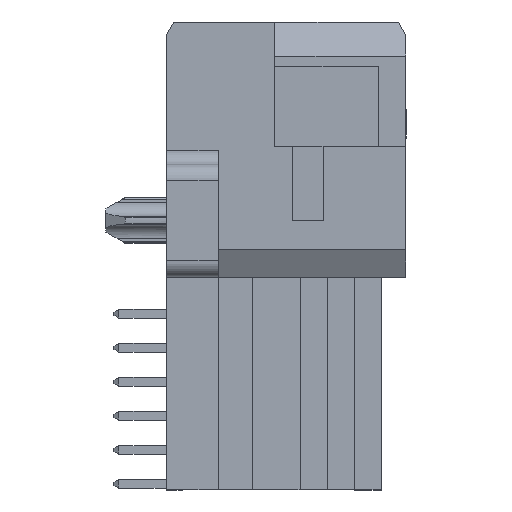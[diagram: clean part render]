
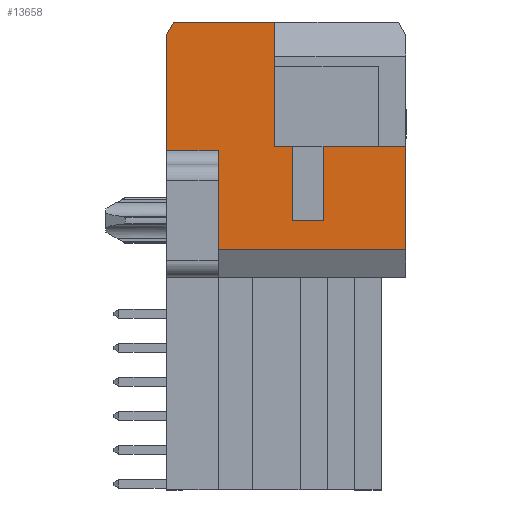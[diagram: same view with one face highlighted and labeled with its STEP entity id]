
A CAD part, front view. The second image highlights one B-rep face of the part: STEP entity #13658.
In plain terms, the highlighted planar face has unit normal (0, -1, 0).
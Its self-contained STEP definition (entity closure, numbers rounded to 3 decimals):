
#463=DIRECTION('',(1.,0.,0.));
#464=VECTOR('',#463,7.428);
#465=CARTESIAN_POINT('',(-6.05,-11.25,17.184));
#466=LINE('',#465,#464);
#624=DIRECTION('',(0.,0.,-1.));
#625=VECTOR('',#624,7.584);
#626=CARTESIAN_POINT('',(10.979,-11.25,8.032));
#627=LINE('',#626,#625);
#812=DIRECTION('',(0.,0.,1.));
#813=VECTOR('',#812,8.552);
#814=CARTESIAN_POINT('',(-6.569,-11.25,7.732));
#815=LINE('',#814,#813);
#3142=DIRECTION('',(0.,0.,1.));
#3143=VECTOR('',#3142,7.284);
#3144=CARTESIAN_POINT('',(-2.769,-11.25,0.448));
#3145=LINE('',#3144,#3143);
#3208=DIRECTION('',(-1.,0.,0.));
#3209=VECTOR('',#3208,3.8);
#3210=CARTESIAN_POINT('',(-2.769,-11.25,7.732));
#3211=LINE('',#3210,#3209);
#3212=DIRECTION('',(-1.,0.,0.));
#3213=VECTOR('',#3212,2.3);
#3214=CARTESIAN_POINT('',(4.979,-11.25,2.584));
#3215=LINE('',#3214,#3213);
#3216=DIRECTION('',(-0.5,0.,-0.866));
#3217=VECTOR('',#3216,1.039);
#3218=CARTESIAN_POINT('',(-6.05,-11.25,17.184));
#3219=LINE('',#3218,#3217);
#3224=DIRECTION('',(0.,0.,-1.));
#3225=VECTOR('',#3224,9.152);
#3226=CARTESIAN_POINT('',(1.379,-11.25,17.184));
#3227=LINE('',#3226,#3225);
#3280=DIRECTION('',(1.,0.,0.));
#3281=VECTOR('',#3280,1.3);
#3282=CARTESIAN_POINT('',(1.379,-11.25,8.032));
#3283=LINE('',#3282,#3281);
#3292=DIRECTION('',(1.,0.,0.));
#3293=VECTOR('',#3292,6.);
#3294=CARTESIAN_POINT('',(4.979,-11.25,8.032));
#3295=LINE('',#3294,#3293);
#3320=DIRECTION('',(0.,0.,1.));
#3321=VECTOR('',#3320,5.448);
#3322=CARTESIAN_POINT('',(4.979,-11.25,2.584));
#3323=LINE('',#3322,#3321);
#3388=DIRECTION('',(0.,0.,-1.));
#3389=VECTOR('',#3388,5.448);
#3390=CARTESIAN_POINT('',(2.679,-11.25,8.032));
#3391=LINE('',#3390,#3389);
#4208=DIRECTION('',(-1.,0.,0.));
#4209=VECTOR('',#4208,13.748);
#4210=CARTESIAN_POINT('',(10.979,-11.25,0.448));
#4211=LINE('',#4210,#4209);
#7645=CARTESIAN_POINT('',(-6.05,-11.25,17.184));
#7647=VERTEX_POINT('',#7645);
#7648=CARTESIAN_POINT('',(1.379,-11.25,17.184));
#7649=VERTEX_POINT('',#7648);
#8375=CARTESIAN_POINT('',(10.979,-11.25,8.032));
#8376=VERTEX_POINT('',#8375);
#8377=CARTESIAN_POINT('',(10.979,-11.25,0.448));
#8378=VERTEX_POINT('',#8377);
#8425=CARTESIAN_POINT('',(-6.569,-11.25,7.732));
#8426=VERTEX_POINT('',#8425);
#8427=CARTESIAN_POINT('',(-6.569,-11.25,16.284));
#8428=VERTEX_POINT('',#8427);
#9219=CARTESIAN_POINT('',(2.679,-11.25,2.584));
#9220=VERTEX_POINT('',#9219);
#9221=CARTESIAN_POINT('',(4.979,-11.25,2.584));
#9222=VERTEX_POINT('',#9221);
#9231=CARTESIAN_POINT('',(4.979,-11.25,8.032));
#9232=VERTEX_POINT('',#9231);
#9241=CARTESIAN_POINT('',(2.679,-11.25,8.032));
#9242=VERTEX_POINT('',#9241);
#9275=CARTESIAN_POINT('',(-2.769,-11.25,0.448));
#9276=VERTEX_POINT('',#9275);
#9277=CARTESIAN_POINT('',(-2.769,-11.25,7.732));
#9278=VERTEX_POINT('',#9277);
#9318=CARTESIAN_POINT('',(1.379,-11.25,8.032));
#9319=VERTEX_POINT('',#9318);
#13630=CARTESIAN_POINT('',(-1.669,-11.25,-2.01));
#13631=DIRECTION('',(0.,1.,0.));
#13632=DIRECTION('',(0.,0.,1.));
#13633=AXIS2_PLACEMENT_3D('',#13630,#13631,#13632);
#13634=PLANE('',#13633);
#13635=ORIENTED_EDGE('',*,*,#10017,.T.);
#13637=ORIENTED_EDGE('',*,*,#13636,.T.);
#13639=ORIENTED_EDGE('',*,*,#13638,.T.);
#13641=ORIENTED_EDGE('',*,*,#13640,.T.);
#13643=ORIENTED_EDGE('',*,*,#13642,.F.);
#13645=ORIENTED_EDGE('',*,*,#13644,.T.);
#13647=ORIENTED_EDGE('',*,*,#13646,.T.);
#13648=ORIENTED_EDGE('',*,*,#10232,.T.);
#13650=ORIENTED_EDGE('',*,*,#13649,.T.);
#13651=ORIENTED_EDGE('',*,*,#13541,.T.);
#13652=ORIENTED_EDGE('',*,*,#13625,.T.);
#13653=ORIENTED_EDGE('',*,*,#10476,.T.);
#13655=ORIENTED_EDGE('',*,*,#13654,.F.);
#13656=EDGE_LOOP('',(#13635,#13637,#13639,#13641,#13643,#13645,#13647,#13648,
#13650,#13651,#13652,#13653,#13655));
#13657=FACE_OUTER_BOUND('',#13656,.F.);
#13658=ADVANCED_FACE('',(#13657),#13634,.F.);
#10017=EDGE_CURVE('',#7647,#7649,#466,.T.);
#10232=EDGE_CURVE('',#8376,#8378,#627,.T.);
#10476=EDGE_CURVE('',#8426,#8428,#815,.T.);
#13541=EDGE_CURVE('',#9276,#9278,#3145,.T.);
#13625=EDGE_CURVE('',#9278,#8426,#3211,.T.);
#13636=EDGE_CURVE('',#7649,#9319,#3227,.T.);
#13638=EDGE_CURVE('',#9319,#9242,#3283,.T.);
#13640=EDGE_CURVE('',#9242,#9220,#3391,.T.);
#13642=EDGE_CURVE('',#9222,#9220,#3215,.T.);
#13644=EDGE_CURVE('',#9222,#9232,#3323,.T.);
#13646=EDGE_CURVE('',#9232,#8376,#3295,.T.);
#13649=EDGE_CURVE('',#8378,#9276,#4211,.T.);
#13654=EDGE_CURVE('',#7647,#8428,#3219,.T.);
